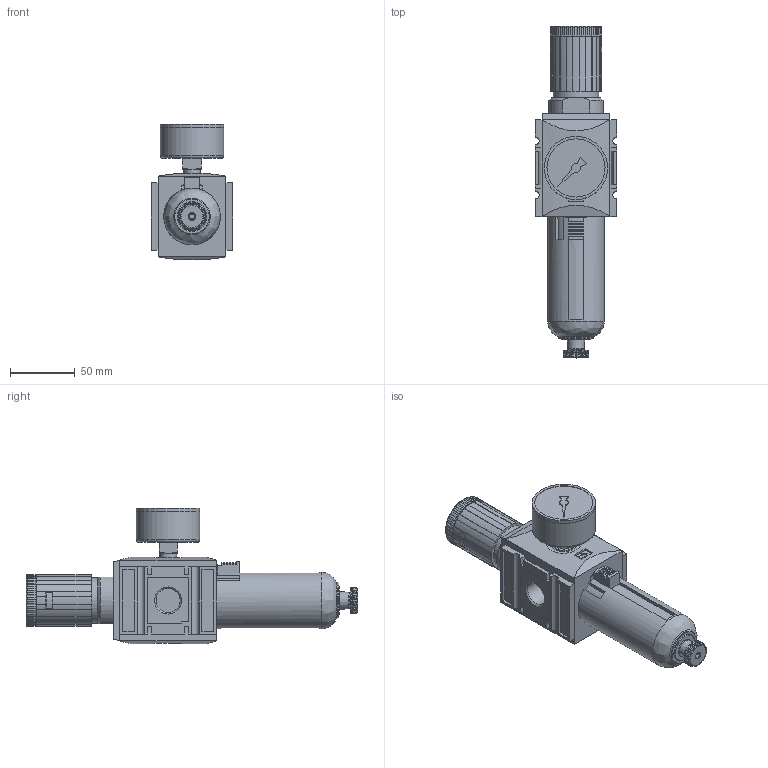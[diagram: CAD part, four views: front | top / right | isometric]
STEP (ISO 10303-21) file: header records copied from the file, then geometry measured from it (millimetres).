
FILE_DESCRIPTION( ( 'STEP AP214' ), '1' );
FILE_NAME( '92102.EE03.stp', '2018-08-31T11:51:52', ( '' ), ( '' ), ' ', 'PARTsolutions', ' ' );
FILE_SCHEMA( ( 'AUTOMOTIVE_DESIGN { 1 0 10303 214 1 1 1 1 }' ) );
Length unit declared in the file: millimetre
Products named in the file (5): 92102.EE03; _FU 814G 1/2000-1; _FU 814-3; _FU 814-2; _FU 814_0
Assembly tree (4 placements, depth 2):
  92102.EE03
    _FU 814G 1/2000-1
    _FU 814-3
    _FU 814-2
    _FU 814_0
Bounding box: 63 x 257 x 105.06 mm (x, y, z)
Volume: 565172.3 mm3; surface area: 74826.7 mm2
Topology: 4 solids, 4 shells, 632 faces, 1667 edges, 1088 vertices
Faces by surface type: plane 315, cylinder 237, torus 57, cone 22, bspline 1
Full cylindrical faces by diameter (mm): 4 x1, 9.728 x1, 11.445 x1, 13.157 x1, 16.5 x2, 18.631 x2, 19.8 x2, 20 x1, 22 x1, 23 x1, 27 x1, 28 x2, 35 x1, 42 x1, 43.8 x1, 45 x1, 48.96 x1, 49 x2
Entity records: 25978 total; most frequent: CARTESIAN_POINT 5417, ORIENTED_EDGE 3224, DIRECTION 3171, EDGE_CURVE 1612, AXIS2_PLACEMENT_3D 1153, VERTEX_POINT 1077, LINE 865, VECTOR 865
